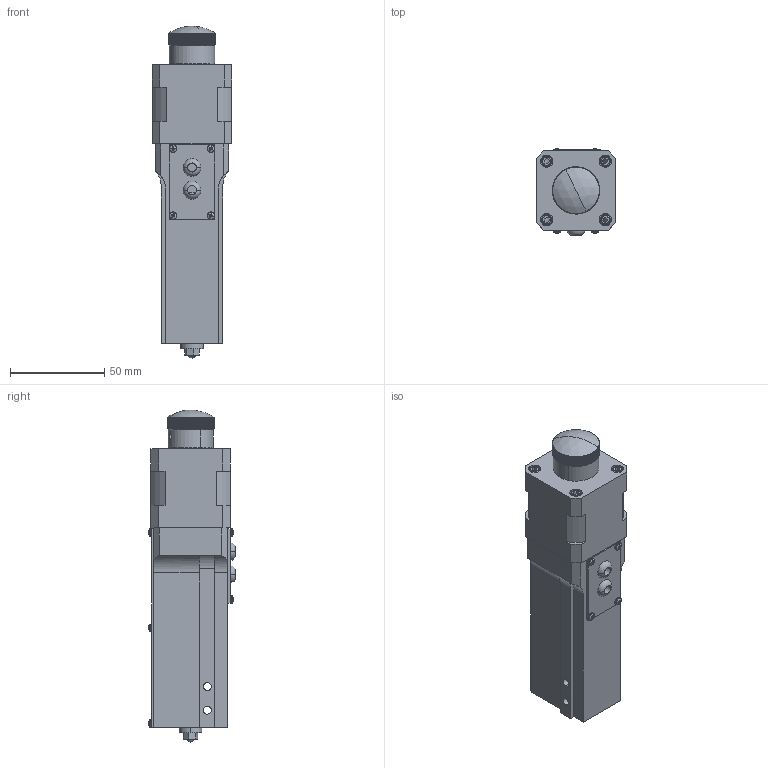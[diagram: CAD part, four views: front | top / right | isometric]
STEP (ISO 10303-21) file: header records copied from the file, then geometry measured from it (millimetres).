
FILE_DESCRIPTION (( 'STEP AP214' ), '1' );
FILE_NAME ('12861-E0W.step', '2007-11-13T06:17:28', ( ' ' ), ( ' ' ), 'SwSTEP 2.0', 'SolidWorks 2007', '' );
FILE_SCHEMA (( 'AUTOMOTIVE_DESIGN' ));
Length unit declared in the file: inch
Products named in the file (1): 12861-E0W
Bounding box: 42 x 45.97 x 175.7 mm (x, y, z)
Surface area: 42185.3 mm2 (no closed solid volume)
Topology: 0 solids, 39 shells, 1057 faces, 3771 edges, 2650 vertices
Faces by surface type: plane 738, cylinder 241, cone 30, torus 24, sphere 24
Entity records: 56897 total; most frequent: CARTESIAN_POINT 11387, DIRECTION 6673, ORIENTED_EDGE 6461, EDGE_CURVE 3766, VERTEX_POINT 2647, AXIS2_PLACEMENT_3D 2607, CIRCLE 1549, LINE 1459
